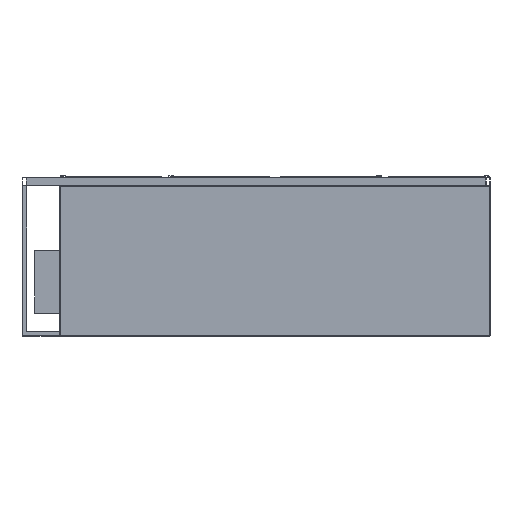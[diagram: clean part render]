
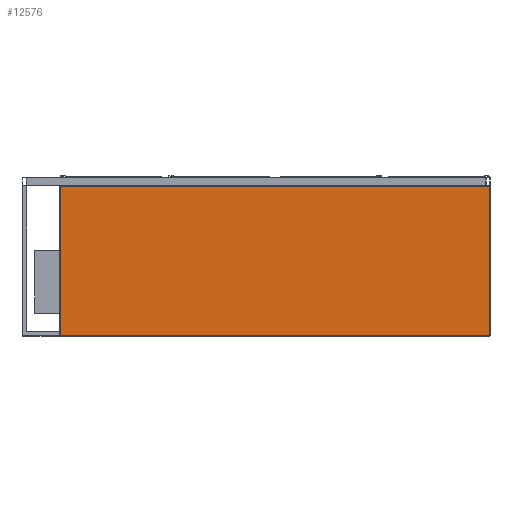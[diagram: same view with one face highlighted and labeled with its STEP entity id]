
A CAD part, front view. The second image highlights one B-rep face of the part: STEP entity #12576.
In plain terms, the highlighted planar face has unit normal (0, -1, 0).
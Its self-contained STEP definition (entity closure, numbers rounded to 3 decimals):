
#837 = CARTESIAN_POINT ( 'NONE',  ( -1028., -380., -42. ) ) ;
#1246 = DIRECTION ( 'NONE',  ( 0., 0., -1. ) ) ;
#2194 = DIRECTION ( 'NONE',  ( 0., 0., -1. ) ) ;
#3213 = LINE ( 'NONE', #5167, #4005 ) ;
#3215 = ORIENTED_EDGE ( 'NONE', *, *, #9203, .T. ) ;
#4005 = VECTOR ( 'NONE', #13161, 1000. ) ;
#4503 = DIRECTION ( 'NONE',  ( -1., 0., 0. ) ) ;
#5167 = CARTESIAN_POINT ( 'NONE',  ( 1028., -380., -760. ) ) ;
#6921 = VERTEX_POINT ( 'NONE', #14419 ) ;
#7320 = PLANE ( 'NONE',  #8753 ) ;
#7516 = FACE_OUTER_BOUND ( 'NONE', #15537, .T. ) ;
#8753 = AXIS2_PLACEMENT_3D ( 'NONE', #11949, #12140, #1246 ) ;
#9203 = EDGE_CURVE ( 'NONE', #6921, #19354, #11780, .T. ) ;
#9556 = VECTOR ( 'NONE', #14837, 1000. ) ;
#9607 = ORIENTED_EDGE ( 'NONE', *, *, #10286, .T. ) ;
#10002 = CARTESIAN_POINT ( 'NONE',  ( -1028., -380., -760. ) ) ;
#10286 = EDGE_CURVE ( 'NONE', #14014, #15198, #18552, .T. ) ;
#11680 = CARTESIAN_POINT ( 'NONE',  ( -1030., -380., -758. ) ) ;
#11780 = LINE ( 'NONE', #11680, #9556 ) ;
#11949 = CARTESIAN_POINT ( 'NONE',  ( -1030., -380., -760. ) ) ;
#12140 = DIRECTION ( 'NONE',  ( 0., -1., 0. ) ) ;
#12576 = ADVANCED_FACE ( 'Fl�che8', ( #7516 ), #7320, .T. ) ;
#13161 = DIRECTION ( 'NONE',  ( 0., 0., 1. ) ) ;
#13530 = ORIENTED_EDGE ( 'NONE', *, *, #13797, .T. ) ;
#13797 = EDGE_CURVE ( 'NONE', #15198, #6921, #19328, .T. ) ;
#14005 = CARTESIAN_POINT ( 'NONE',  ( 1028., -380., -758. ) ) ;
#14014 = VERTEX_POINT ( 'NONE', #15719 ) ;
#14419 = CARTESIAN_POINT ( 'NONE',  ( -1028., -380., -758. ) ) ;
#14837 = DIRECTION ( 'NONE',  ( 1., 0., 0. ) ) ;
#15198 = VERTEX_POINT ( 'NONE', #837 ) ;
#15265 = CARTESIAN_POINT ( 'NONE',  ( -1030., -380., -42. ) ) ;
#15537 = EDGE_LOOP ( 'NONE', ( #9607, #13530, #3215, #19530 ) ) ;
#15719 = CARTESIAN_POINT ( 'NONE',  ( 1028., -380., -42. ) ) ;
#18552 = LINE ( 'NONE', #15265, #19703 ) ;
#18937 = EDGE_CURVE ( 'NONE', #19354, #14014, #3213, .T. ) ;
#19271 = VECTOR ( 'NONE', #2194, 1000. ) ;
#19328 = LINE ( 'NONE', #10002, #19271 ) ;
#19354 = VERTEX_POINT ( 'NONE', #14005 ) ;
#19530 = ORIENTED_EDGE ( 'NONE', *, *, #18937, .T. ) ;
#19703 = VECTOR ( 'NONE', #4503, 1000. ) ;
